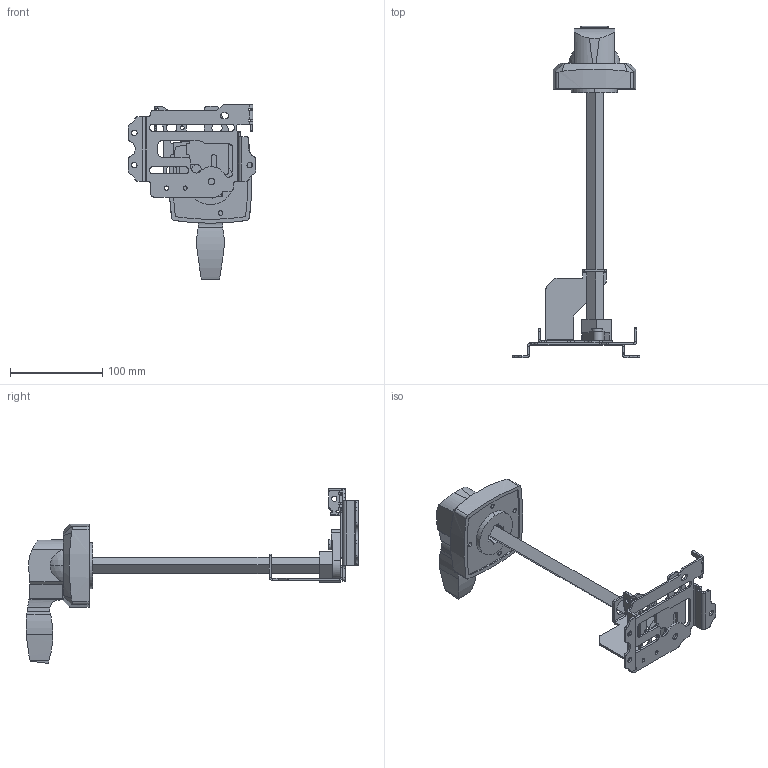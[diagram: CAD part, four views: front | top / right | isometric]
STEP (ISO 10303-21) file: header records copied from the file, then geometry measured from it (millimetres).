
FILE_DESCRIPTION (( 'STEP AP203' ), '1' );
FILE_NAME ('GCBX2-EHR-N3R4-BK.step', '2021-09-02T14:12:26', ( '' ), ( '' ), 'SwSTEP 2.0', 'SolidWorks 2021', '' );
FILE_SCHEMA (( 'CONFIG_CONTROL_DESIGN' ));
Length unit declared in the file: millimetre
Products named in the file (1): GCBX2-EHR-N3R4-BK
Bounding box: 138 x 359.56 x 189.14 mm (x, y, z)
Volume: 428243.5 mm3; surface area: 107172.3 mm2
Topology: 8 solids, 8 shells, 506 faces, 1371 edges, 882 vertices
Faces by surface type: plane 241, bspline 154, cylinder 106, sphere 5
Entity records: 28027 total; most frequent: CARTESIAN_POINT 16623, ORIENTED_EDGE 2738, DIRECTION 1690, EDGE_CURVE 1369, VERTEX_POINT 881, VECTOR 590, LINE 590, B_SPLINE_CURVE_WITH_KNOTS 570
